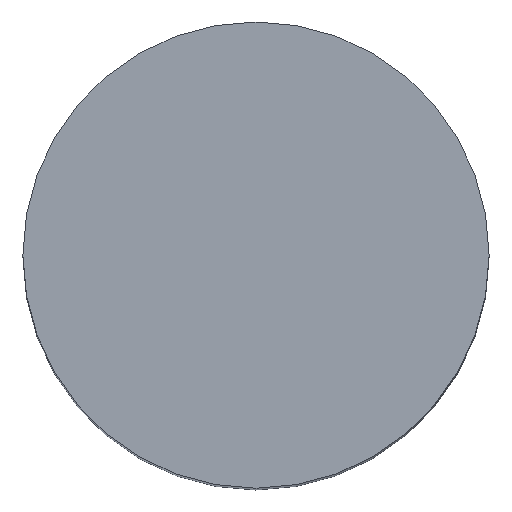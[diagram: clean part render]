
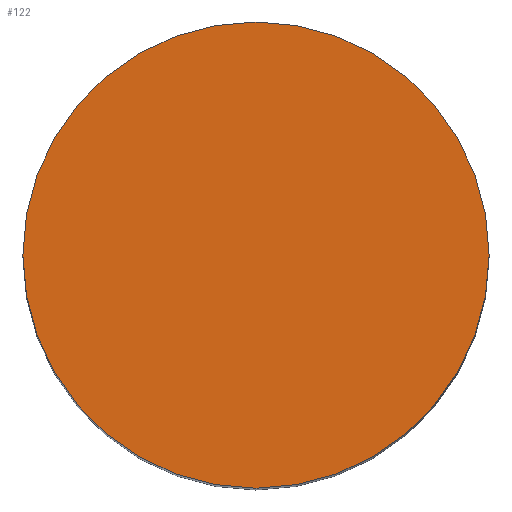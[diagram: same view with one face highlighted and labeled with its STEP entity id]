
A CAD part, top view. The second image highlights one B-rep face of the part: STEP entity #122.
In plain terms, the highlighted planar face has unit normal (0, 0, 1).
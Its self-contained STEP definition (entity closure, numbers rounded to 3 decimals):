
#13 = DIRECTION ( 'NONE',  ( 1., 0., 0. ) ) ;
#15 = CARTESIAN_POINT ( 'NONE',  ( -4.25, 0., 19. ) ) ;
#28 = EDGE_CURVE ( 'NONE', #143, #80, #154, .T. ) ;
#37 = ORIENTED_EDGE ( 'NONE', *, *, #28, .T. ) ;
#38 = AXIS2_PLACEMENT_3D ( 'NONE', #95, #47, #91 ) ;
#45 = DIRECTION ( 'NONE',  ( 0., 0., 1. ) ) ;
#47 = DIRECTION ( 'NONE',  ( 0., 0., 1. ) ) ;
#50 = AXIS2_PLACEMENT_3D ( 'NONE', #175, #45, #13 ) ;
#55 = DIRECTION ( 'NONE',  ( 0., 0., 1. ) ) ;
#56 = EDGE_CURVE ( 'NONE', #80, #143, #94, .T. ) ;
#68 = CARTESIAN_POINT ( 'NONE',  ( 4.25, 0., 19. ) ) ;
#80 = VERTEX_POINT ( 'NONE', #68 ) ;
#81 = DIRECTION ( 'NONE',  ( 1., 0., 0. ) ) ;
#91 = DIRECTION ( 'NONE',  ( 1., 0., 0. ) ) ;
#94 = CIRCLE ( 'NONE', #50, 4.25 ) ;
#95 = CARTESIAN_POINT ( 'NONE',  ( 0., 0., 19. ) ) ;
#105 = EDGE_LOOP ( 'NONE', ( #37, #124 ) ) ;
#116 = CARTESIAN_POINT ( 'NONE',  ( 0., 0., 19. ) ) ;
#122 = ADVANCED_FACE ( 'NONE', ( #150 ), #162, .T. ) ;
#124 = ORIENTED_EDGE ( 'NONE', *, *, #56, .T. ) ;
#143 = VERTEX_POINT ( 'NONE', #15 ) ;
#150 = FACE_OUTER_BOUND ( 'NONE', #105, .T. ) ;
#154 = CIRCLE ( 'NONE', #38, 4.25 ) ;
#162 = PLANE ( 'NONE',  #174 ) ;
#174 = AXIS2_PLACEMENT_3D ( 'NONE', #116, #55, #81 ) ;
#175 = CARTESIAN_POINT ( 'NONE',  ( 0., 0., 19. ) ) ;
